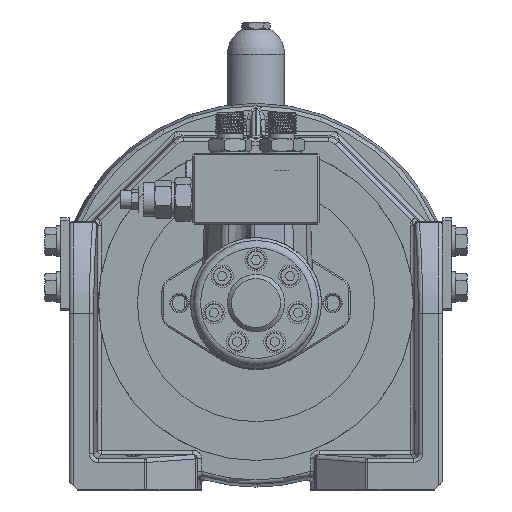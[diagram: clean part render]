
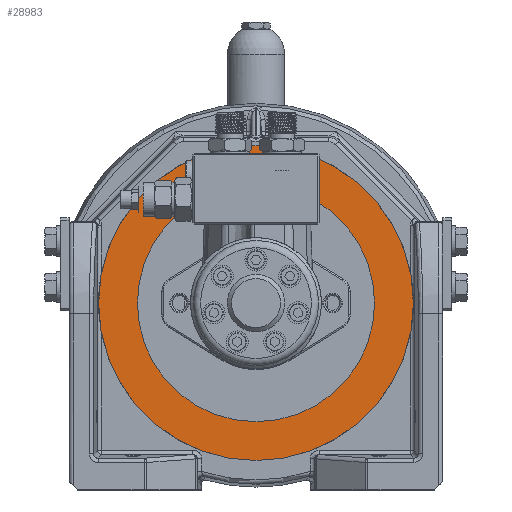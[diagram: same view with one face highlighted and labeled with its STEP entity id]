
A CAD part, left-side view. The second image highlights one B-rep face of the part: STEP entity #28983.
In plain terms, the highlighted planar face has unit normal (-1, 0, 0).
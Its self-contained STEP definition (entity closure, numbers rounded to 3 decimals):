
#2064=FACE_BOUND('',#6528,.T.);
#2863=CIRCLE('',#31077,109.5);
#2864=CIRCLE('',#31078,109.5);
#3221=CIRCLE('',#31802,82.5);
#3222=CIRCLE('',#31803,82.5);
#4825=FACE_OUTER_BOUND('',#6527,.T.);
#6527=EDGE_LOOP('',(#24940,#24941));
#6528=EDGE_LOOP('',(#24942,#24943));
#12560=VERTEX_POINT('',#56736);
#12561=VERTEX_POINT('',#56738);
#13288=VERTEX_POINT('',#63391);
#13289=VERTEX_POINT('',#63392);
#16503=EDGE_CURVE('',#12561,#12560,#2863,.T.);
#16504=EDGE_CURVE('',#12560,#12561,#2864,.T.);
#17572=EDGE_CURVE('',#13288,#13289,#3221,.T.);
#17574=EDGE_CURVE('',#13289,#13288,#3222,.T.);
#24940=ORIENTED_EDGE('',*,*,#16503,.T.);
#24941=ORIENTED_EDGE('',*,*,#16504,.T.);
#24942=ORIENTED_EDGE('',*,*,#17572,.F.);
#24943=ORIENTED_EDGE('',*,*,#17574,.F.);
#27726=PLANE('',#31804);
#28983=ADVANCED_FACE('',(#4825,#2064),#27726,.T.);
#31077=AXIS2_PLACEMENT_3D('',#56739,#36550,#36551);
#31078=AXIS2_PLACEMENT_3D('',#56740,#36552,#36553);
#31802=AXIS2_PLACEMENT_3D('',#63393,#38439,#38440);
#31803=AXIS2_PLACEMENT_3D('',#63395,#38442,#38443);
#31804=AXIS2_PLACEMENT_3D('',#63396,#38444,#38445);
#36550=DIRECTION('center_axis',(-1.,0.,0.));
#36551=DIRECTION('ref_axis',(0.,-1.,0.));
#36552=DIRECTION('center_axis',(-1.,0.,0.));
#36553=DIRECTION('ref_axis',(0.,-1.,0.));
#38439=DIRECTION('center_axis',(-1.,0.,0.));
#38440=DIRECTION('ref_axis',(0.,-1.,0.));
#38442=DIRECTION('center_axis',(-1.,0.,0.));
#38443=DIRECTION('ref_axis',(0.,-1.,0.));
#38444=DIRECTION('center_axis',(-1.,0.,0.));
#38445=DIRECTION('ref_axis',(0.,-1.,0.));
#56736=CARTESIAN_POINT('',(-538.7,-109.5,130.));
#56738=CARTESIAN_POINT('',(-538.7,109.5,130.));
#56739=CARTESIAN_POINT('Origin',(-538.7,0.,
130.));
#56740=CARTESIAN_POINT('Origin',(-538.7,0.,
130.));
#63391=CARTESIAN_POINT('',(-538.7,82.5,130.));
#63392=CARTESIAN_POINT('',(-538.7,-82.5,130.));
#63393=CARTESIAN_POINT('Origin',(-538.7,0.,
130.));
#63395=CARTESIAN_POINT('Origin',(-538.7,0.,
130.));
#63396=CARTESIAN_POINT('Origin',(-538.7,0.,
130.));
